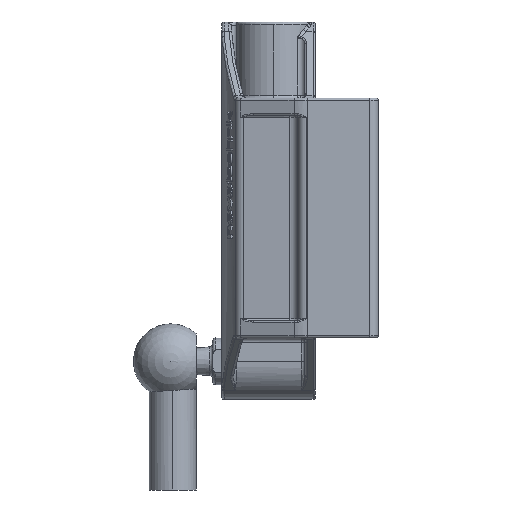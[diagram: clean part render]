
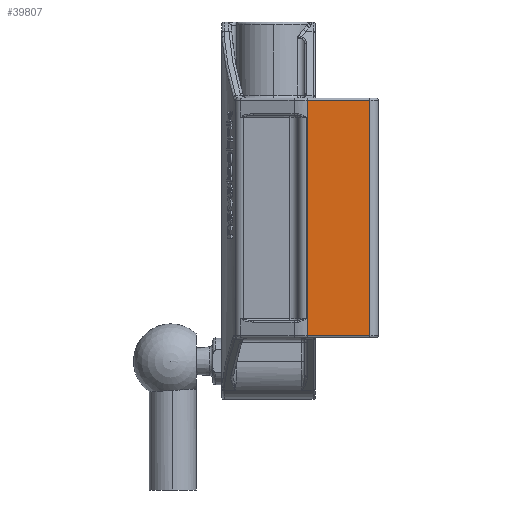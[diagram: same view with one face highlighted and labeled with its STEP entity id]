
A CAD part, left-side view. The second image highlights one B-rep face of the part: STEP entity #39807.
In plain terms, the highlighted planar face has unit normal (-1, 0, 0).
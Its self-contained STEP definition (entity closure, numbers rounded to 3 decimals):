
#4121 = CARTESIAN_POINT ( 'NONE',  ( -21., 1.5, -41. ) ) ;
#5339 = VECTOR ( 'NONE', #14310, 1000. ) ;
#8237 = DIRECTION ( 'NONE',  ( 0., -1., 0. ) ) ;
#9064 = CARTESIAN_POINT ( 'NONE',  ( -21., 12.196, -0.4 ) ) ;
#9384 = DIRECTION ( 'NONE',  ( 0., 0., 1. ) ) ;
#10651 = EDGE_CURVE ( 'NONE', #46938, #35535, #43318, .T. ) ;
#14310 = DIRECTION ( 'NONE',  ( 0., 1., 0. ) ) ;
#15230 = ORIENTED_EDGE ( 'NONE', *, *, #26737, .T. ) ;
#19162 = VERTEX_POINT ( 'NONE', #47241 ) ;
#19319 = EDGE_LOOP ( 'NONE', ( #61841, #67299, #19574, #15230 ) ) ;
#19574 = ORIENTED_EDGE ( 'NONE', *, *, #10651, .T. ) ;
#24846 = EDGE_CURVE ( 'NONE', #19162, #46938, #40394, .T. ) ;
#26465 = VERTEX_POINT ( 'NONE', #57211 ) ;
#26737 = EDGE_CURVE ( 'NONE', #35535, #26465, #32878, .T. ) ;
#26758 = VECTOR ( 'NONE', #8237, 1000. ) ;
#28160 = FACE_OUTER_BOUND ( 'NONE', #19319, .T. ) ;
#29067 = CARTESIAN_POINT ( 'NONE',  ( -21., 1.5, -40.6 ) ) ;
#32572 = AXIS2_PLACEMENT_3D ( 'NONE', #4121, #40315, #9384 ) ;
#32878 = LINE ( 'NONE', #9064, #5339 ) ;
#34552 = VECTOR ( 'NONE', #36408, 1000. ) ;
#35535 = VERTEX_POINT ( 'NONE', #50703 ) ;
#36408 = DIRECTION ( 'NONE',  ( 0., 0., 1. ) ) ;
#39807 = ADVANCED_FACE ( 'NONE', ( #28160 ), #50858, .T. ) ;
#40315 = DIRECTION ( 'NONE',  ( -1., 0., 0. ) ) ;
#40377 = CARTESIAN_POINT ( 'NONE',  ( -21., 1.5, -40.6 ) ) ;
#40394 = LINE ( 'NONE', #29067, #26758 ) ;
#42101 = EDGE_CURVE ( 'NONE', #19162, #26465, #60975, .T. ) ;
#43318 = LINE ( 'NONE', #43554, #55820 ) ;
#43554 = CARTESIAN_POINT ( 'NONE',  ( -21., 1.5, -41. ) ) ;
#46938 = VERTEX_POINT ( 'NONE', #40377 ) ;
#47241 = CARTESIAN_POINT ( 'NONE',  ( -21., 12.196, -40.6 ) ) ;
#50703 = CARTESIAN_POINT ( 'NONE',  ( -21., 1.5, -0.4 ) ) ;
#50858 = PLANE ( 'NONE',  #32572 ) ;
#52213 = CARTESIAN_POINT ( 'NONE',  ( -21., 12.196, -41. ) ) ;
#55820 = VECTOR ( 'NONE', #67576, 1000. ) ;
#57211 = CARTESIAN_POINT ( 'NONE',  ( -21., 12.196, -0.4 ) ) ;
#60975 = LINE ( 'NONE', #52213, #34552 ) ;
#61841 = ORIENTED_EDGE ( 'NONE', *, *, #42101, .F. ) ;
#67299 = ORIENTED_EDGE ( 'NONE', *, *, #24846, .T. ) ;
#67576 = DIRECTION ( 'NONE',  ( 0., 0., 1. ) ) ;
